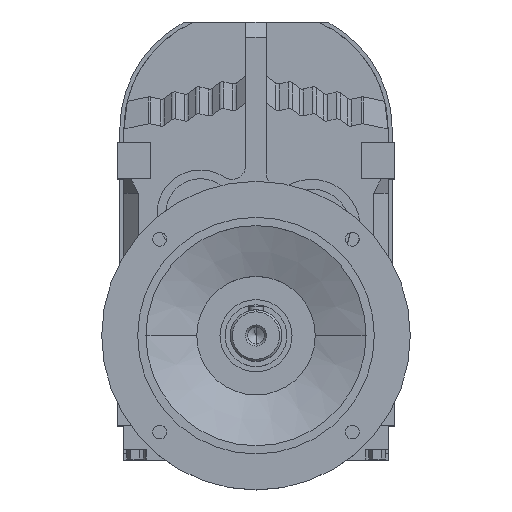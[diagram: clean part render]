
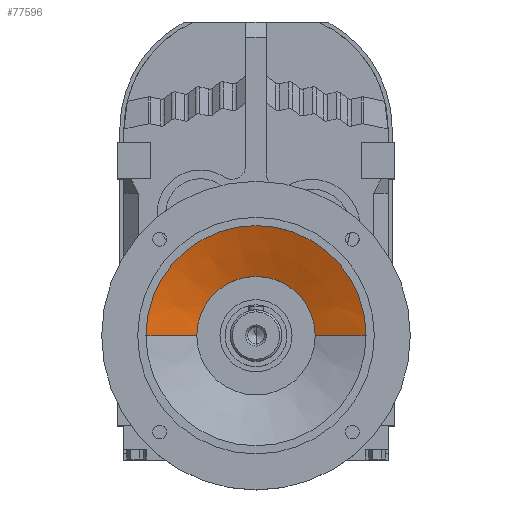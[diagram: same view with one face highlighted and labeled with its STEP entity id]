
A CAD part, top view. The second image highlights one B-rep face of the part: STEP entity #77596.
In plain terms, the highlighted conical face has half-angle 68.962 degrees and reference radius 107 mm.
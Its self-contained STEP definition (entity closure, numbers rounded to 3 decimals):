
#77153 = CYLINDRICAL_SURFACE('',#77154,107.);
#77154 = AXIS2_PLACEMENT_3D('',#77155,#77156,#77157);
#77155 = CARTESIAN_POINT('',(0.,-200.,0.));
#77156 = DIRECTION('',(0.,0.,-1.));
#77157 = DIRECTION('',(-1.,0.,0.));
#77302 = VERTEX_POINT('',#77303);
#77303 = CARTESIAN_POINT('',(-107.,-200.,224.));
#77323 = VERTEX_POINT('',#77324);
#77324 = CARTESIAN_POINT('',(107.,-200.,224.));
#77338 = CONICAL_SURFACE('',#77339,107.,1.204);
#77339 = AXIS2_PLACEMENT_3D('',#77340,#77341,#77342);
#77340 = CARTESIAN_POINT('',(0.,-200.,224.));
#77341 = DIRECTION('',(0.,0.,1.));
#77342 = DIRECTION('',(1.,0.,0.));
#77395 = EDGE_CURVE('',#77302,#77323,#77396,.T.);
#77396 = SURFACE_CURVE('',#77397,(#77402,#77408),.PCURVE_S1.);
#77397 = CIRCLE('',#77398,107.);
#77398 = AXIS2_PLACEMENT_3D('',#77399,#77400,#77401);
#77399 = CARTESIAN_POINT('',(0.,-200.,224.));
#77400 = DIRECTION('',(0.,0.,-1.));
#77401 = DIRECTION('',(-1.,0.,0.));
#77402 = PCURVE('',#77153,#77403);
#77403 = DEFINITIONAL_REPRESENTATION('',(#77404),#77407);
#77404 = B_SPLINE_CURVE_WITH_KNOTS('',1,(#77405,#77406),.UNSPECIFIED.,
  .F.,.F.,(2,2),(0.,3.142),.PIECEWISE_BEZIER_KNOTS.);
#77405 = CARTESIAN_POINT('',(0.,-224.));
#77406 = CARTESIAN_POINT('',(3.142,-224.));
#77407 = ( GEOMETRIC_REPRESENTATION_CONTEXT(2) 
PARAMETRIC_REPRESENTATION_CONTEXT() REPRESENTATION_CONTEXT('2D SPACE',''
  ) );
#77408 = PCURVE('',#77409,#77414);
#77409 = CONICAL_SURFACE('',#77410,107.,1.204);
#77410 = AXIS2_PLACEMENT_3D('',#77411,#77412,#77413);
#77411 = CARTESIAN_POINT('',(0.,-200.,224.));
#77412 = DIRECTION('',(0.,0.,1.));
#77413 = DIRECTION('',(1.,0.,0.));
#77414 = DEFINITIONAL_REPRESENTATION('',(#77415),#77441);
#77415 = B_SPLINE_CURVE_WITH_KNOTS('',3,(#77416,#77417,#77418,#77419,
    #77420,#77421,#77422,#77423,#77424,#77425,#77426,#77427,#77428,
    #77429,#77430,#77431,#77432,#77433,#77434,#77435,#77436,#77437,
    #77438,#77439,#77440),.UNSPECIFIED.,.F.,.F.,(4,1,1,1,1,1,1,1,1,1,1,1
    ,1,1,1,1,1,1,1,1,1,1,4),(0.,0.143,0.286,
    0.428,0.571,0.714,0.857,
    1.,1.142,1.285,1.428,
    1.571,1.714,1.856,1.999,
    2.142,2.285,2.428,2.57,
    2.713,2.856,2.999,3.142),
  .QUASI_UNIFORM_KNOTS.);
#77416 = CARTESIAN_POINT('',(3.142,0.));
#77417 = CARTESIAN_POINT('',(3.094,0.));
#77418 = CARTESIAN_POINT('',(2.999,0.));
#77419 = CARTESIAN_POINT('',(2.856,0.));
#77420 = CARTESIAN_POINT('',(2.713,0.));
#77421 = CARTESIAN_POINT('',(2.57,0.));
#77422 = CARTESIAN_POINT('',(2.428,0.));
#77423 = CARTESIAN_POINT('',(2.285,0.));
#77424 = CARTESIAN_POINT('',(2.142,0.));
#77425 = CARTESIAN_POINT('',(1.999,0.));
#77426 = CARTESIAN_POINT('',(1.856,0.));
#77427 = CARTESIAN_POINT('',(1.714,0.));
#77428 = CARTESIAN_POINT('',(1.571,0.));
#77429 = CARTESIAN_POINT('',(1.428,0.));
#77430 = CARTESIAN_POINT('',(1.285,0.));
#77431 = CARTESIAN_POINT('',(1.142,0.));
#77432 = CARTESIAN_POINT('',(1.,0.));
#77433 = CARTESIAN_POINT('',(0.857,0.));
#77434 = CARTESIAN_POINT('',(0.714,0.));
#77435 = CARTESIAN_POINT('',(0.571,0.));
#77436 = CARTESIAN_POINT('',(0.428,0.));
#77437 = CARTESIAN_POINT('',(0.286,0.));
#77438 = CARTESIAN_POINT('',(0.143,0.));
#77439 = CARTESIAN_POINT('',(0.048,0.));
#77440 = CARTESIAN_POINT('',(0.,0.));
#77441 = ( GEOMETRIC_REPRESENTATION_CONTEXT(2) 
PARAMETRIC_REPRESENTATION_CONTEXT() REPRESENTATION_CONTEXT('2D SPACE',''
  ) );
#77471 = CYLINDRICAL_SURFACE('',#77472,57.6);
#77472 = AXIS2_PLACEMENT_3D('',#77473,#77474,#77475);
#77473 = CARTESIAN_POINT('',(0.,-200.,0.));
#77474 = DIRECTION('',(0.,0.,-1.));
#77475 = DIRECTION('',(-1.,0.,0.));
#77512 = VERTEX_POINT('',#77513);
#77513 = CARTESIAN_POINT('',(57.6,-200.,205.));
#77514 = VERTEX_POINT('',#77515);
#77515 = CARTESIAN_POINT('',(-57.6,-200.,205.));
#77558 = EDGE_CURVE('',#77512,#77323,#77559,.T.);
#77559 = SURFACE_CURVE('',#77560,(#77564,#77570),.PCURVE_S1.);
#77560 = LINE('',#77561,#77562);
#77561 = CARTESIAN_POINT('',(107.,-200.,224.));
#77562 = VECTOR('',#77563,1.);
#77563 = DIRECTION('',(0.933,0.,0.359));
#77564 = PCURVE('',#77338,#77565);
#77565 = DEFINITIONAL_REPRESENTATION('',(#77566),#77569);
#77566 = B_SPLINE_CURVE_WITH_KNOTS('',1,(#77567,#77568),.UNSPECIFIED.,
  .F.,.F.,(2,2),(-52.928,0.),.PIECEWISE_BEZIER_KNOTS.);
#77567 = CARTESIAN_POINT('',(6.283,-19.));
#77568 = CARTESIAN_POINT('',(6.283,0.));
#77569 = ( GEOMETRIC_REPRESENTATION_CONTEXT(2) 
PARAMETRIC_REPRESENTATION_CONTEXT() REPRESENTATION_CONTEXT('2D SPACE',''
  ) );
#77570 = PCURVE('',#77409,#77571);
#77571 = DEFINITIONAL_REPRESENTATION('',(#77572),#77575);
#77572 = B_SPLINE_CURVE_WITH_KNOTS('',1,(#77573,#77574),.UNSPECIFIED.,
  .F.,.F.,(2,2),(-52.928,0.),.PIECEWISE_BEZIER_KNOTS.);
#77573 = CARTESIAN_POINT('',(0.,-19.));
#77574 = CARTESIAN_POINT('',(0.,0.));
#77575 = ( GEOMETRIC_REPRESENTATION_CONTEXT(2) 
PARAMETRIC_REPRESENTATION_CONTEXT() REPRESENTATION_CONTEXT('2D SPACE',''
  ) );
#77578 = EDGE_CURVE('',#77514,#77302,#77579,.T.);
#77579 = SURFACE_CURVE('',#77580,(#77584,#77590),.PCURVE_S1.);
#77580 = LINE('',#77581,#77582);
#77581 = CARTESIAN_POINT('',(-107.,-200.,224.));
#77582 = VECTOR('',#77583,1.);
#77583 = DIRECTION('',(-0.933,0.,
    0.359));
#77584 = PCURVE('',#77338,#77585);
#77585 = DEFINITIONAL_REPRESENTATION('',(#77586),#77589);
#77586 = B_SPLINE_CURVE_WITH_KNOTS('',1,(#77587,#77588),.UNSPECIFIED.,
  .F.,.F.,(2,2),(-52.928,0.),.PIECEWISE_BEZIER_KNOTS.);
#77587 = CARTESIAN_POINT('',(3.142,-19.));
#77588 = CARTESIAN_POINT('',(3.142,0.));
#77589 = ( GEOMETRIC_REPRESENTATION_CONTEXT(2) 
PARAMETRIC_REPRESENTATION_CONTEXT() REPRESENTATION_CONTEXT('2D SPACE',''
  ) );
#77590 = PCURVE('',#77409,#77591);
#77591 = DEFINITIONAL_REPRESENTATION('',(#77592),#77595);
#77592 = B_SPLINE_CURVE_WITH_KNOTS('',1,(#77593,#77594),.UNSPECIFIED.,
  .F.,.F.,(2,2),(-52.928,0.),.PIECEWISE_BEZIER_KNOTS.);
#77593 = CARTESIAN_POINT('',(3.142,-19.));
#77594 = CARTESIAN_POINT('',(3.142,0.));
#77595 = ( GEOMETRIC_REPRESENTATION_CONTEXT(2) 
PARAMETRIC_REPRESENTATION_CONTEXT() REPRESENTATION_CONTEXT('2D SPACE',''
  ) );
#77596 = ADVANCED_FACE('',(#77597),#77409,.F.);
#77597 = FACE_BOUND('',#77598,.F.);
#77598 = EDGE_LOOP('',(#77599,#77600,#77601,#77602));
#77599 = ORIENTED_EDGE('',*,*,#77578,.T.);
#77600 = ORIENTED_EDGE('',*,*,#77395,.T.);
#77601 = ORIENTED_EDGE('',*,*,#77558,.F.);
#77602 = ORIENTED_EDGE('',*,*,#77603,.F.);
#77603 = EDGE_CURVE('',#77514,#77512,#77604,.T.);
#77604 = SURFACE_CURVE('',#77605,(#77610,#77639),.PCURVE_S1.);
#77605 = CIRCLE('',#77606,57.6);
#77606 = AXIS2_PLACEMENT_3D('',#77607,#77608,#77609);
#77607 = CARTESIAN_POINT('',(0.,-200.,205.));
#77608 = DIRECTION('',(0.,0.,-1.));
#77609 = DIRECTION('',(-1.,0.,0.));
#77610 = PCURVE('',#77409,#77611);
#77611 = DEFINITIONAL_REPRESENTATION('',(#77612),#77638);
#77612 = B_SPLINE_CURVE_WITH_KNOTS('',3,(#77613,#77614,#77615,#77616,
    #77617,#77618,#77619,#77620,#77621,#77622,#77623,#77624,#77625,
    #77626,#77627,#77628,#77629,#77630,#77631,#77632,#77633,#77634,
    #77635,#77636,#77637),.UNSPECIFIED.,.F.,.F.,(4,1,1,1,1,1,1,1,1,1,1,1
    ,1,1,1,1,1,1,1,1,1,1,4),(0.,0.143,0.286,
    0.428,0.571,0.714,0.857,
    1.,1.142,1.285,1.428,
    1.571,1.714,1.856,1.999,
    2.142,2.285,2.428,2.57,
    2.713,2.856,2.999,3.142),
  .QUASI_UNIFORM_KNOTS.);
#77613 = CARTESIAN_POINT('',(3.142,-19.));
#77614 = CARTESIAN_POINT('',(3.094,-19.));
#77615 = CARTESIAN_POINT('',(2.999,-19.));
#77616 = CARTESIAN_POINT('',(2.856,-19.));
#77617 = CARTESIAN_POINT('',(2.713,-19.));
#77618 = CARTESIAN_POINT('',(2.57,-19.));
#77619 = CARTESIAN_POINT('',(2.428,-19.));
#77620 = CARTESIAN_POINT('',(2.285,-19.));
#77621 = CARTESIAN_POINT('',(2.142,-19.));
#77622 = CARTESIAN_POINT('',(1.999,-19.));
#77623 = CARTESIAN_POINT('',(1.856,-19.));
#77624 = CARTESIAN_POINT('',(1.714,-19.));
#77625 = CARTESIAN_POINT('',(1.571,-19.));
#77626 = CARTESIAN_POINT('',(1.428,-19.));
#77627 = CARTESIAN_POINT('',(1.285,-19.));
#77628 = CARTESIAN_POINT('',(1.142,-19.));
#77629 = CARTESIAN_POINT('',(1.,-19.));
#77630 = CARTESIAN_POINT('',(0.857,-19.));
#77631 = CARTESIAN_POINT('',(0.714,-19.));
#77632 = CARTESIAN_POINT('',(0.571,-19.));
#77633 = CARTESIAN_POINT('',(0.428,-19.));
#77634 = CARTESIAN_POINT('',(0.286,-19.));
#77635 = CARTESIAN_POINT('',(0.143,-19.));
#77636 = CARTESIAN_POINT('',(0.048,-19.));
#77637 = CARTESIAN_POINT('',(0.,-19.));
#77638 = ( GEOMETRIC_REPRESENTATION_CONTEXT(2) 
PARAMETRIC_REPRESENTATION_CONTEXT() REPRESENTATION_CONTEXT('2D SPACE',''
  ) );
#77639 = PCURVE('',#77471,#77640);
#77640 = DEFINITIONAL_REPRESENTATION('',(#77641),#77644);
#77641 = B_SPLINE_CURVE_WITH_KNOTS('',1,(#77642,#77643),.UNSPECIFIED.,
  .F.,.F.,(2,2),(0.,3.142),.PIECEWISE_BEZIER_KNOTS.);
#77642 = CARTESIAN_POINT('',(0.,-205.));
#77643 = CARTESIAN_POINT('',(3.142,-205.));
#77644 = ( GEOMETRIC_REPRESENTATION_CONTEXT(2) 
PARAMETRIC_REPRESENTATION_CONTEXT() REPRESENTATION_CONTEXT('2D SPACE',''
  ) );
